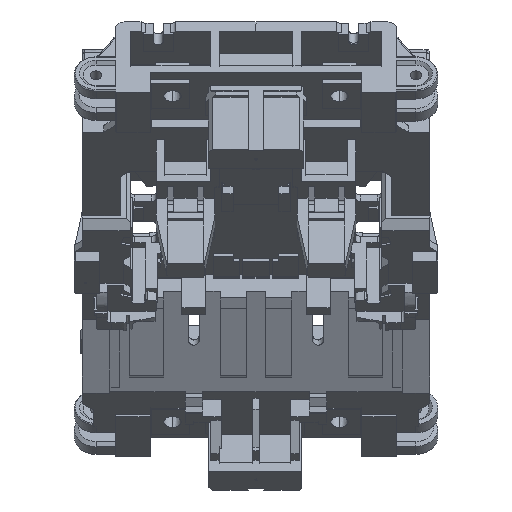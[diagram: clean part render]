
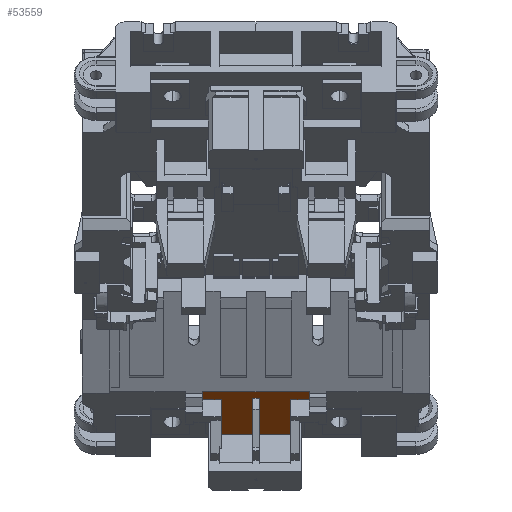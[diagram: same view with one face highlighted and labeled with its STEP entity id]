
A CAD part, left-side view. The second image highlights one B-rep face of the part: STEP entity #53559.
In plain terms, the highlighted free-form (B-spline) face has degree [1, 1] with [2, 2] control points.
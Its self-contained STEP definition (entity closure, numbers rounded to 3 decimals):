
#52478=CARTESIAN_POINT('Vertex',(4175.419,246.5,446.458)) ;
#52482=CARTESIAN_POINT('Control Point',(4175.419,-246.5,446.458)) ;
#52483=CARTESIAN_POINT('Control Point',(4175.419,246.5,446.458)) ;
#52484=CARTESIAN_POINT('Vertex',(4175.419,-246.5,446.458)) ;
#53450=CARTESIAN_POINT('Vertex',(4222.49,246.5,409.683)) ;
#53454=CARTESIAN_POINT('Control Point',(4222.49,246.5,409.683)) ;
#53455=CARTESIAN_POINT('Control Point',(4175.419,246.5,446.458)) ;
#53469=CARTESIAN_POINT('Control Point',(4431.312,-246.5,246.533)) ;
#53470=CARTESIAN_POINT('Control Point',(4431.312,246.5,246.533)) ;
#53471=CARTESIAN_POINT('Control Point',(4175.419,-246.5,446.458)) ;
#53472=CARTESIAN_POINT('Control Point',(4175.419,246.5,446.458)) ;
#53474=CARTESIAN_POINT('Control Point',(4431.312,-15.,246.533)) ;
#53475=CARTESIAN_POINT('Control Point',(4214.609,-15.,415.839)) ;
#53476=CARTESIAN_POINT('Vertex',(4214.609,-15.,415.839)) ;
#53478=CARTESIAN_POINT('Vertex',(4431.312,-15.,246.533)) ;
#53482=CARTESIAN_POINT('Control Point',(4431.312,-160.,246.533)) ;
#53483=CARTESIAN_POINT('Control Point',(4431.312,-15.,246.533)) ;
#53484=CARTESIAN_POINT('Vertex',(4431.312,-160.,246.533)) ;
#53488=CARTESIAN_POINT('Control Point',(4431.312,-160.,246.533)) ;
#53489=CARTESIAN_POINT('Control Point',(4222.49,-160.,409.683)) ;
#53490=CARTESIAN_POINT('Vertex',(4222.49,-160.,409.683)) ;
#53494=CARTESIAN_POINT('Control Point',(4222.49,-246.5,409.683)) ;
#53495=CARTESIAN_POINT('Control Point',(4222.49,-160.,409.683)) ;
#53496=CARTESIAN_POINT('Vertex',(4222.49,-246.5,409.683)) ;
#53500=CARTESIAN_POINT('Control Point',(4222.49,-246.5,409.683)) ;
#53501=CARTESIAN_POINT('Control Point',(4175.419,-246.5,446.458)) ;
#53504=CARTESIAN_POINT('Control Point',(4222.49,160.,409.683)) ;
#53505=CARTESIAN_POINT('Control Point',(4222.49,246.5,409.683)) ;
#53506=CARTESIAN_POINT('Vertex',(4222.49,160.,409.683)) ;
#53510=CARTESIAN_POINT('Control Point',(4332.811,160.,323.49)) ;
#53511=CARTESIAN_POINT('Control Point',(4222.49,160.,409.683)) ;
#53512=CARTESIAN_POINT('Vertex',(4332.811,160.,323.49)) ;
#53516=CARTESIAN_POINT('Control Point',(4332.811,160.,323.49)) ;
#53517=CARTESIAN_POINT('Control Point',(4332.811,170.,323.49)) ;
#53518=CARTESIAN_POINT('Vertex',(4332.811,170.,323.49)) ;
#53522=CARTESIAN_POINT('Control Point',(4431.312,170.,246.533)) ;
#53523=CARTESIAN_POINT('Control Point',(4332.811,170.,323.49)) ;
#53524=CARTESIAN_POINT('Vertex',(4431.312,170.,246.533)) ;
#53528=CARTESIAN_POINT('Control Point',(4431.312,15.,246.533)) ;
#53529=CARTESIAN_POINT('Control Point',(4431.312,170.,246.533)) ;
#53530=CARTESIAN_POINT('Vertex',(4431.312,15.,246.533)) ;
#53534=CARTESIAN_POINT('Control Point',(4431.312,15.,246.533)) ;
#53535=CARTESIAN_POINT('Control Point',(4214.609,15.,415.839)) ;
#53536=CARTESIAN_POINT('Vertex',(4214.609,15.,415.839)) ;
#53540=CARTESIAN_POINT('Control Point',(4214.609,-15.,415.839)) ;
#53541=CARTESIAN_POINT('Control Point',(4214.609,15.,415.839)) ;
#53544=ORIENTED_EDGE('',*,*,#53480,.T.) ;
#53545=ORIENTED_EDGE('',*,*,#53486,.T.) ;
#53546=ORIENTED_EDGE('',*,*,#53492,.T.) ;
#53547=ORIENTED_EDGE('',*,*,#53498,.T.) ;
#53548=ORIENTED_EDGE('',*,*,#53502,.T.) ;
#53549=ORIENTED_EDGE('',*,*,#52486,.F.) ;
#53550=ORIENTED_EDGE('',*,*,#53456,.F.) ;
#53551=ORIENTED_EDGE('',*,*,#53508,.F.) ;
#53552=ORIENTED_EDGE('',*,*,#53514,.T.) ;
#53553=ORIENTED_EDGE('',*,*,#53520,.T.) ;
#53554=ORIENTED_EDGE('',*,*,#53526,.T.) ;
#53555=ORIENTED_EDGE('',*,*,#53532,.T.) ;
#53556=ORIENTED_EDGE('',*,*,#53538,.F.) ;
#53557=ORIENTED_EDGE('',*,*,#53542,.T.) ;
#53559=ADVANCED_FACE('Body.1',(#53558),#53468,.T.) ;
#52481=B_SPLINE_CURVE_WITH_KNOTS('',1,(#52482,#52483),.UNSPECIFIED.,.F.,.U.,(2,2),(442.05,935.05),.UNSPECIFIED.) ;
#53453=B_SPLINE_CURVE_WITH_KNOTS('',1,(#53454,#53455),.UNSPECIFIED.,.F.,.U.,(2,2),(78.519,138.252),.UNSPECIFIED.) ;
#53473=B_SPLINE_CURVE_WITH_KNOTS('',1,(#53474,#53475),.UNSPECIFIED.,.F.,.U.,(2,2),(0.55,275.55),.UNSPECIFIED.) ;
#53481=B_SPLINE_CURVE_WITH_KNOTS('',1,(#53482,#53483),.UNSPECIFIED.,.F.,.U.,(2,2),(87.05,232.05),.UNSPECIFIED.) ;
#53487=B_SPLINE_CURVE_WITH_KNOTS('',1,(#53488,#53489),.UNSPECIFIED.,.F.,.U.,(2,2),(0.55,265.55),.UNSPECIFIED.) ;
#53493=B_SPLINE_CURVE_WITH_KNOTS('',1,(#53494,#53495),.UNSPECIFIED.,.F.,.U.,(2,2),(0.55,87.05),.UNSPECIFIED.) ;
#53499=B_SPLINE_CURVE_WITH_KNOTS('',1,(#53500,#53501),.UNSPECIFIED.,.F.,.U.,(2,2),(265.55,325.283),.UNSPECIFIED.) ;
#53503=B_SPLINE_CURVE_WITH_KNOTS('',1,(#53504,#53505),.UNSPECIFIED.,.F.,.U.,(2,2),(407.05,493.55),.UNSPECIFIED.) ;
#53509=B_SPLINE_CURVE_WITH_KNOTS('',1,(#53510,#53511),.UNSPECIFIED.,.F.,.U.,(2,2),(125.55,265.55),.UNSPECIFIED.) ;
#53515=B_SPLINE_CURVE_WITH_KNOTS('',1,(#53516,#53517),.UNSPECIFIED.,.F.,.U.,(2,2),(407.05,417.05),.UNSPECIFIED.) ;
#53521=B_SPLINE_CURVE_WITH_KNOTS('',1,(#53522,#53523),.UNSPECIFIED.,.F.,.U.,(2,2),(0.55,125.55),.UNSPECIFIED.) ;
#53527=B_SPLINE_CURVE_WITH_KNOTS('',1,(#53528,#53529),.UNSPECIFIED.,.F.,.U.,(2,2),(262.05,417.05),.UNSPECIFIED.) ;
#53533=B_SPLINE_CURVE_WITH_KNOTS('',1,(#53534,#53535),.UNSPECIFIED.,.F.,.U.,(2,2),(0.55,275.55),.UNSPECIFIED.) ;
#53539=B_SPLINE_CURVE_WITH_KNOTS('',1,(#53540,#53541),.UNSPECIFIED.,.F.,.U.,(2,2),(232.05,262.05),.UNSPECIFIED.) ;
#53468=B_SPLINE_SURFACE_WITH_KNOTS('',1,1,((#53469,#53470),(#53471,#53472)),.UNSPECIFIED.,.F.,.F.,.U.,(2,2),(2,2),(0.55,325.283),(0.55,493.55),.UNSPECIFIED.) ;
#52486=EDGE_CURVE('',#52479,#52485,#52481,.F.) ;
#53456=EDGE_CURVE('',#53451,#52479,#53453,.T.) ;
#53480=EDGE_CURVE('',#53477,#53479,#53473,.F.) ;
#53486=EDGE_CURVE('',#53479,#53485,#53481,.F.) ;
#53492=EDGE_CURVE('',#53485,#53491,#53487,.T.) ;
#53498=EDGE_CURVE('',#53491,#53497,#53493,.F.) ;
#53502=EDGE_CURVE('',#53497,#52485,#53499,.T.) ;
#53508=EDGE_CURVE('',#53507,#53451,#53503,.T.) ;
#53514=EDGE_CURVE('',#53507,#53513,#53509,.F.) ;
#53520=EDGE_CURVE('',#53513,#53519,#53515,.T.) ;
#53526=EDGE_CURVE('',#53519,#53525,#53521,.F.) ;
#53532=EDGE_CURVE('',#53525,#53531,#53527,.F.) ;
#53538=EDGE_CURVE('',#53537,#53531,#53533,.F.) ;
#53542=EDGE_CURVE('',#53537,#53477,#53539,.F.) ;
#53543=EDGE_LOOP('',(#53544,#53545,#53546,#53547,#53548,#53549,#53550,#53551,#53552,#53553,#53554,#53555,#53556,#53557)) ;
#53558=FACE_OUTER_BOUND('',#53543,.T.) ;
#52479=VERTEX_POINT('',#52478) ;
#52485=VERTEX_POINT('',#52484) ;
#53451=VERTEX_POINT('',#53450) ;
#53477=VERTEX_POINT('',#53476) ;
#53479=VERTEX_POINT('',#53478) ;
#53485=VERTEX_POINT('',#53484) ;
#53491=VERTEX_POINT('',#53490) ;
#53497=VERTEX_POINT('',#53496) ;
#53507=VERTEX_POINT('',#53506) ;
#53513=VERTEX_POINT('',#53512) ;
#53519=VERTEX_POINT('',#53518) ;
#53525=VERTEX_POINT('',#53524) ;
#53531=VERTEX_POINT('',#53530) ;
#53537=VERTEX_POINT('',#53536) ;
